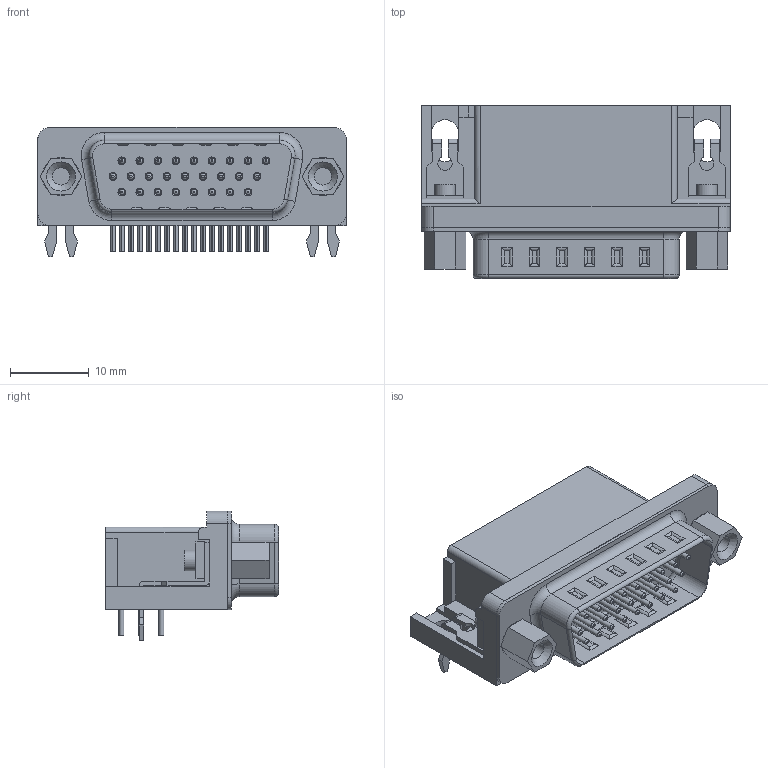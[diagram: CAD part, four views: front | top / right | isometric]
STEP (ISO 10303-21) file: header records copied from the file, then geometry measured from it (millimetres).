
FILE_DESCRIPTION(/* description */ ('Unknown'),/* implementation_level */ '2;1');
FILE_NAME(/* name */ '618026331023',/* time_stamp */ '2018-11-12T16:24:53+01:00',/* author */ ('Unknown'),/* organization */ ('Unknown'),/* preprocessor_version */ 'ST-DEVELOPER v16.7',/* originating_system */ 'DEX',/* authorisation */ $);
FILE_SCHEMA (('AUTOMOTIVE_DESIGN {1 0 10303 214 3 1 1}'));
Length unit declared in the file: millimetre
Products named in the file (10): 6180xx331023; 6180263xxx23_Housing; 6180xx3xxx23_PIN; 6180xx3xxx23_Serrage; 6180xx3xxx23_PIN_BIS; 6180xx3xxx23_PIN_REBIS; 6180xx3xxx23_Clip; 6180263xxx23; 6180263xxx23_Passage; 6180xx3xxx23_VIS
Assembly tree (35 placements, depth 2):
  6180xx331023
    6180263xxx23_Housing
    6180xx3xxx23_PIN  x9
    6180xx3xxx23_Serrage  x2
    6180xx3xxx23_PIN_BIS  x8
    6180xx3xxx23_PIN_REBIS  x9
    6180xx3xxx23_Clip  x2
    6180263xxx23
    6180263xxx23_Passage
    6180xx3xxx23_VIS  x2
Bounding box: 39.21 x 22 x 16.45 mm (x, y, z)
Volume: 4454.5 mm3; surface area: 11317.5 mm2
Topology: 35 solids, 35 shells, 2559 faces, 6825 edges, 4360 vertices
Faces by surface type: plane 1367, cylinder 704, bspline 312, torus 94, cone 82
Full cylindrical faces by diameter (mm): 0.7 x26, 2.2 x2, 2.6 x2, 3 x2, 4 x8
Entity records: 33678 total; most frequent: CARTESIAN_POINT 6918, ORIENTED_EDGE 5460, DIRECTION 5206, EDGE_CURVE 2730, LINE 2216, VECTOR 2216, VERTEX_POINT 1791, AXIS2_PLACEMENT_3D 1495
